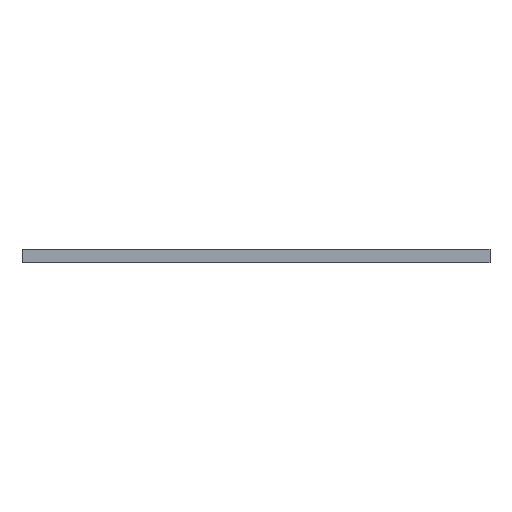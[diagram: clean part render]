
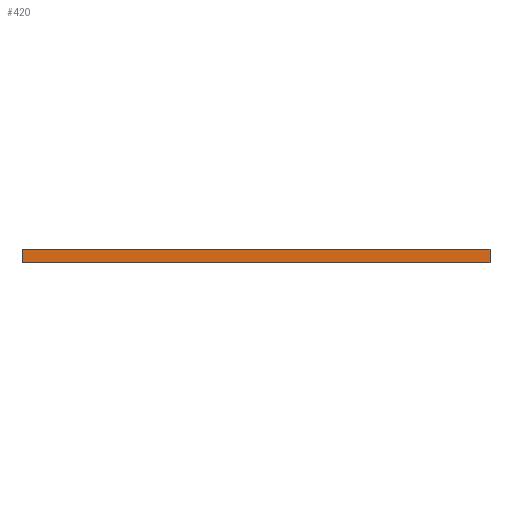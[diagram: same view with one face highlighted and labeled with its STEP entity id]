
A CAD part, left-side view. The second image highlights one B-rep face of the part: STEP entity #420.
In plain terms, the highlighted planar face has unit normal (-1, 0, 0).
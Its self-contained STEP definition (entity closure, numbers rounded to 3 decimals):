
#66 = ORIENTED_EDGE ( 'NONE', *, *, #845, .T. ) ;
#139 = DIRECTION ( 'NONE',  ( 1., 0., 0. ) ) ;
#197 = PLANE ( 'NONE',  #1450 ) ;
#202 = VECTOR ( 'NONE', #1122, 1000. ) ;
#205 = VECTOR ( 'NONE', #532, 1000. ) ;
#253 = EDGE_CURVE ( 'NONE', #1739, #746, #750, .T. ) ;
#258 = LINE ( 'NONE', #1428, #1714 ) ;
#372 = VERTEX_POINT ( 'NONE', #1005 ) ;
#377 = VECTOR ( 'NONE', #1158, 1000. ) ;
#420 = ADVANCED_FACE ( 'NONE', ( #934 ), #197, .F. ) ;
#433 = CARTESIAN_POINT ( 'NONE',  ( 0., 36., 2. ) ) ;
#441 = EDGE_CURVE ( 'NONE', #938, #746, #531, .T. ) ;
#455 = CARTESIAN_POINT ( 'NONE',  ( 0., 36., 0. ) ) ;
#531 = LINE ( 'NONE', #1476, #205 ) ;
#532 = DIRECTION ( 'NONE',  ( 0., -1., 0. ) ) ;
#560 = CARTESIAN_POINT ( 'NONE',  ( 0., -31., 2. ) ) ;
#628 = DIRECTION ( 'NONE',  ( 0., -1., 0. ) ) ;
#699 = ORIENTED_EDGE ( 'NONE', *, *, #253, .F. ) ;
#746 = VERTEX_POINT ( 'NONE', #1372 ) ;
#750 = LINE ( 'NONE', #884, #377 ) ;
#845 = EDGE_CURVE ( 'NONE', #372, #938, #1247, .T. ) ;
#884 = CARTESIAN_POINT ( 'NONE',  ( 0., -36., 2. ) ) ;
#934 = FACE_OUTER_BOUND ( 'NONE', #1109, .T. ) ;
#938 = VERTEX_POINT ( 'NONE', #455 ) ;
#997 = ORIENTED_EDGE ( 'NONE', *, *, #1060, .F. ) ;
#1005 = CARTESIAN_POINT ( 'NONE',  ( 0., 36., 2. ) ) ;
#1060 = EDGE_CURVE ( 'NONE', #372, #1739, #258, .T. ) ;
#1094 = ORIENTED_EDGE ( 'NONE', *, *, #441, .T. ) ;
#1109 = EDGE_LOOP ( 'NONE', ( #1094, #699, #997, #66 ) ) ;
#1122 = DIRECTION ( 'NONE',  ( 0., 0., -1. ) ) ;
#1158 = DIRECTION ( 'NONE',  ( 0., 0., -1. ) ) ;
#1247 = LINE ( 'NONE', #433, #202 ) ;
#1328 = CARTESIAN_POINT ( 'NONE',  ( 0., -36., 2. ) ) ;
#1365 = DIRECTION ( 'NONE',  ( 0., 1., 0. ) ) ;
#1372 = CARTESIAN_POINT ( 'NONE',  ( 0., -36., 0. ) ) ;
#1428 = CARTESIAN_POINT ( 'NONE',  ( 0., 31., 2. ) ) ;
#1450 = AXIS2_PLACEMENT_3D ( 'NONE', #560, #139, #1365 ) ;
#1476 = CARTESIAN_POINT ( 'NONE',  ( 0., -31., 0. ) ) ;
#1714 = VECTOR ( 'NONE', #628, 1000. ) ;
#1739 = VERTEX_POINT ( 'NONE', #1328 ) ;
